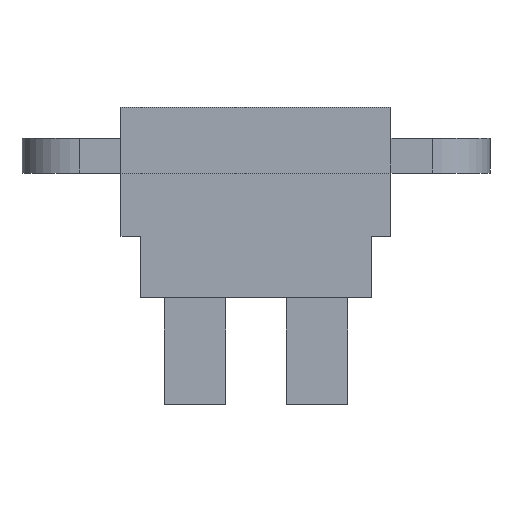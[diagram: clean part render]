
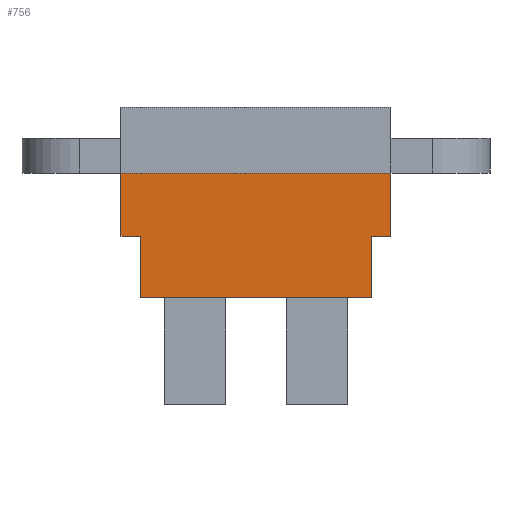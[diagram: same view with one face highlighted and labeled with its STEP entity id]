
A CAD part, front view. The second image highlights one B-rep face of the part: STEP entity #756.
In plain terms, the highlighted planar face has unit normal (0, -1, 0).
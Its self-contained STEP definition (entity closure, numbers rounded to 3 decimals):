
#70=FACE_OUTER_BOUND('',#116,.T.);
#116=EDGE_LOOP('',(#649,#650,#651,#652,#653,#654,#655,#656));
#182=LINE('',#1158,#276);
#200=LINE('',#1193,#294);
#202=LINE('',#1199,#296);
#205=LINE('',#1204,#299);
#208=LINE('',#1208,#302);
#209=LINE('',#1212,#303);
#210=LINE('',#1213,#304);
#211=LINE('',#1214,#305);
#276=VECTOR('',#938,10.);
#294=VECTOR('',#982,10.);
#296=VECTOR('',#986,10.);
#299=VECTOR('',#991,10.);
#302=VECTOR('',#996,10.);
#303=VECTOR('',#999,10.);
#304=VECTOR('',#1000,10.);
#305=VECTOR('',#1001,10.);
#363=VERTEX_POINT('',#1151);
#366=VERTEX_POINT('',#1156);
#367=VERTEX_POINT('',#1186);
#370=VERTEX_POINT('',#1191);
#372=VERTEX_POINT('',#1196);
#373=VERTEX_POINT('',#1198);
#375=VERTEX_POINT('',#1210);
#376=VERTEX_POINT('',#1211);
#446=EDGE_CURVE('',#366,#363,#182,.T.);
#464=EDGE_CURVE('',#370,#367,#200,.T.);
#466=EDGE_CURVE('',#372,#373,#202,.T.);
#469=EDGE_CURVE('',#373,#366,#205,.T.);
#472=EDGE_CURVE('',#370,#363,#208,.T.);
#473=EDGE_CURVE('',#375,#376,#209,.T.);
#474=EDGE_CURVE('',#376,#367,#210,.T.);
#475=EDGE_CURVE('',#375,#372,#211,.T.);
#649=ORIENTED_EDGE('',*,*,#473,.T.);
#650=ORIENTED_EDGE('',*,*,#474,.T.);
#651=ORIENTED_EDGE('',*,*,#464,.F.);
#652=ORIENTED_EDGE('',*,*,#472,.T.);
#653=ORIENTED_EDGE('',*,*,#446,.F.);
#654=ORIENTED_EDGE('',*,*,#469,.F.);
#655=ORIENTED_EDGE('',*,*,#466,.F.);
#656=ORIENTED_EDGE('',*,*,#475,.F.);
#716=PLANE('',#818);
#756=ADVANCED_FACE('',(#70),#716,.T.);
#818=AXIS2_PLACEMENT_3D('',#1209,#997,#998);
#938=DIRECTION('',(1.,0.,0.));
#982=DIRECTION('',(-1.,0.,0.));
#986=DIRECTION('',(-1.,0.,0.));
#991=DIRECTION('',(0.,0.,1.));
#996=DIRECTION('',(0.,0.,1.));
#997=DIRECTION('center_axis',(0.,-1.,0.));
#998=DIRECTION('ref_axis',(1.,0.,0.));
#999=DIRECTION('',(1.,0.,0.));
#1000=DIRECTION('',(0.,0.,1.));
#1001=DIRECTION('',(0.,0.,1.));
#1151=CARTESIAN_POINT('',(10.5,-3.5,9.7));
#1156=CARTESIAN_POINT('',(-10.5,-3.5,9.7));
#1158=CARTESIAN_POINT('',(10.5,-3.5,9.7));
#1186=CARTESIAN_POINT('',(9.,-3.5,4.8));
#1191=CARTESIAN_POINT('',(10.5,-3.5,4.8));
#1193=CARTESIAN_POINT('',(10.5,-3.5,4.8));
#1196=CARTESIAN_POINT('',(-9.,-3.5,4.8));
#1198=CARTESIAN_POINT('',(-10.5,-3.5,4.8));
#1199=CARTESIAN_POINT('',(10.5,-3.5,4.8));
#1204=CARTESIAN_POINT('',(-10.5,-3.5,4.8));
#1208=CARTESIAN_POINT('',(10.5,-3.5,4.8));
#1209=CARTESIAN_POINT('Origin',(-9.,-3.5,0.));
#1210=CARTESIAN_POINT('',(-9.,-3.5,0.));
#1211=CARTESIAN_POINT('',(9.,-3.5,0.));
#1212=CARTESIAN_POINT('',(-9.,-3.5,0.));
#1213=CARTESIAN_POINT('',(9.,-3.5,0.));
#1214=CARTESIAN_POINT('',(-9.,-3.5,0.));
